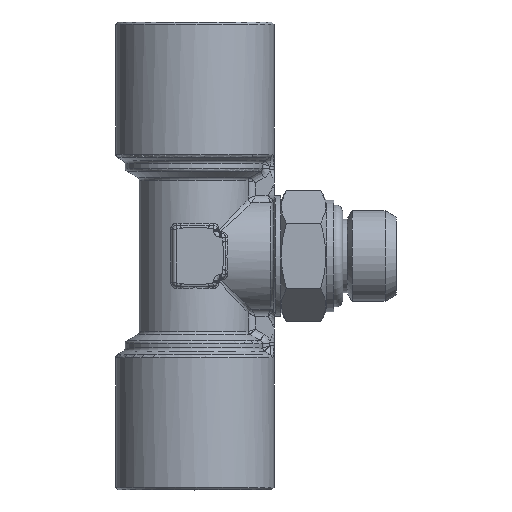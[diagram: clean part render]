
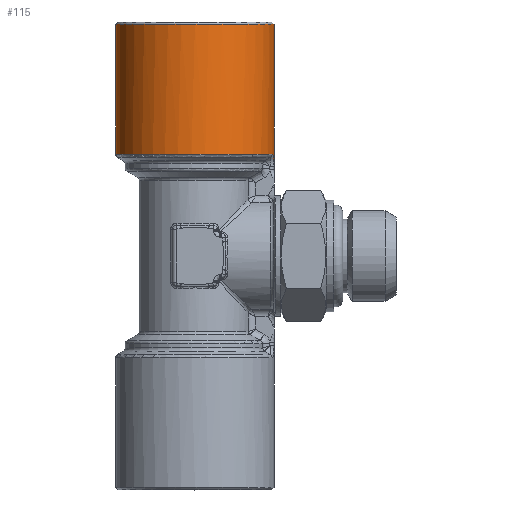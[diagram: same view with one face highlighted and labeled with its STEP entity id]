
A CAD part, top view. The second image highlights one B-rep face of the part: STEP entity #115.
In plain terms, the highlighted cylindrical face has radius 10.5 mm (diameter 21 mm), a full revolution.
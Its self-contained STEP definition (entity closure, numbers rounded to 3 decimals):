
#115 = ADVANCED_FACE( 'NONE', ( #734, #735 ), #736, .T. );
#734 = FACE_OUTER_BOUND( '', #2556, .T. );
#735 = FACE_OUTER_BOUND( '', #2557, .T. );
#736 = CYLINDRICAL_SURFACE( '', #2558, 10.5 );
#2556 = EDGE_LOOP( '', ( #11080, #11081, #11082, #11083, #11084, #11085, #11086 ) );
#2557 = EDGE_LOOP( '', ( #11087 ) );
#2558 = AXIS2_PLACEMENT_3D( '', #11088, #11089, #11090 );
#11080 = ORIENTED_EDGE( '', *, *, #14705, .T. );
#11081 = ORIENTED_EDGE( '', *, *, #14706, .T. );
#11082 = ORIENTED_EDGE( '', *, *, #14707, .T. );
#11083 = ORIENTED_EDGE( '', *, *, #14708, .T. );
#11084 = ORIENTED_EDGE( '', *, *, #14709, .T. );
#11085 = ORIENTED_EDGE( '', *, *, #14710, .T. );
#11086 = ORIENTED_EDGE( '', *, *, #14711, .T. );
#11087 = ORIENTED_EDGE( '', *, *, #14712, .F. );
#11088 = CARTESIAN_POINT( '', ( 0., 0., 0. ) );
#11089 = DIRECTION( '', ( 0., 1., 0. ) );
#11090 = DIRECTION( '', ( 0., 0., -1. ) );
#14705 = EDGE_CURVE( 'NONE', #16288, #16289, #16290, .T. );
#14706 = EDGE_CURVE( 'NONE', #16289, #16291, #16292, .T. );
#14707 = EDGE_CURVE( 'NONE', #16291, #16293, #16294, .T. );
#14708 = EDGE_CURVE( 'NONE', #16293, #16295, #16296, .T. );
#14709 = EDGE_CURVE( 'NONE', #16295, #16297, #16298, .T. );
#14710 = EDGE_CURVE( 'NONE', #16297, #16299, #16300, .T. );
#14711 = EDGE_CURVE( 'NONE', #16299, #16288, #16301, .T. );
#14712 = EDGE_CURVE( 'NONE', #16302, #16302, #16303, .T. );
#16288 = VERTEX_POINT( 'NONE', #19742 );
#16289 = VERTEX_POINT( 'NONE', #19743 );
#16290 = B_SPLINE_CURVE_WITH_KNOTS( '', 3, ( #19744, #19745, #19746, #19747, #19748, #19749, #19750, #19751, #19752, #19753, #19754, #19755, #19756, #19757, #19758 ), .UNSPECIFIED., .F., .F., ( 4, 1, 1, 1, 1, 1, 1, 1, 1, 1, 1, 1, 4 ), ( 0., 0.051, 0.101, 0.15, 0.2, 0.249, 0.376, 0.499, 0.626, 0.75, 0.833, 0.916, 1. ), .UNSPECIFIED. );
#16291 = VERTEX_POINT( 'NONE', #19759 );
#16292 = CIRCLE( '', #19760, 10.5 );
#16293 = VERTEX_POINT( 'NONE', #19761 );
#16294 = B_SPLINE_CURVE_WITH_KNOTS( '', 3, ( #19762, #19763, #19764, #19765, #19766, #19767, #19768, #19769, #19770, #19771, #19772, #19773, #19774, #19775, #19776 ), .UNSPECIFIED., .F., .F., ( 4, 1, 1, 1, 1, 1, 1, 1, 1, 1, 1, 1, 4 ), ( 0., 0.051, 0.101, 0.151, 0.2, 0.25, 0.374, 0.5, 0.624, 0.751, 0.833, 0.916, 1. ), .UNSPECIFIED. );
#16295 = VERTEX_POINT( 'NONE', #19777 );
#16296 = LINE( '', #19778, #19779 );
#16297 = VERTEX_POINT( 'NONE', #19780 );
#16298 = ( BOUNDED_CURVE(  )B_SPLINE_CURVE( 3, ( #19783, #19784, #19785, #19786 ), .UNSPECIFIED., .F., .F. )B_SPLINE_CURVE_WITH_KNOTS( ( 4, 4 ), ( 3.041, 3.142 ), .UNSPECIFIED. )CURVE(  )GEOMETRIC_REPRESENTATION_ITEM(  )RATIONAL_B_SPLINE_CURVE( ( 1., 0.999, 0.999, 1. ) )REPRESENTATION_ITEM( '' ) );
#16299 = VERTEX_POINT( 'NONE', #19792 );
#16300 = ( BOUNDED_CURVE(  )B_SPLINE_CURVE( 3, ( #19795, #19796, #19797, #19798 ), .UNSPECIFIED., .F., .F. )B_SPLINE_CURVE_WITH_KNOTS( ( 4, 4 ), ( 3.142, 3.242 ), .UNSPECIFIED. )CURVE(  )GEOMETRIC_REPRESENTATION_ITEM(  )RATIONAL_B_SPLINE_CURVE( ( 1., 0.999, 0.999, 1. ) )REPRESENTATION_ITEM( '' ) );
#16301 = LINE( '', #19804, #19805 );
#16302 = VERTEX_POINT( '', #19806 );
#16303 = CIRCLE( '', #19807, 10.5 );
#19742 = CARTESIAN_POINT( '', ( 10.447, 11.917, -1.05 ) );
#19743 = CARTESIAN_POINT( '', ( 10.212, 13.499, -2.442 ) );
#19744 = CARTESIAN_POINT( '', ( 10.447, 11.917, -1.05 ) );
#19745 = CARTESIAN_POINT( '', ( 10.447, 11.956, -1.051 ) );
#19746 = CARTESIAN_POINT( '', ( 10.447, 12.036, -1.052 ) );
#19747 = CARTESIAN_POINT( '', ( 10.446, 12.154, -1.064 ) );
#19748 = CARTESIAN_POINT( '', ( 10.444, 12.269, -1.082 ) );
#19749 = CARTESIAN_POINT( '', ( 10.441, 12.383, -1.109 ) );
#19750 = CARTESIAN_POINT( '', ( 10.436, 12.553, -1.16 ) );
#19751 = CARTESIAN_POINT( '', ( 10.425, 12.77, -1.254 ) );
#19752 = CARTESIAN_POINT( '', ( 10.404, 13.016, -1.42 ) );
#19753 = CARTESIAN_POINT( '', ( 10.374, 13.224, -1.629 ) );
#19754 = CARTESIAN_POINT( '', ( 10.336, 13.363, -1.851 ) );
#19755 = CARTESIAN_POINT( '', ( 10.296, 13.446, -2.06 ) );
#19756 = CARTESIAN_POINT( '', ( 10.257, 13.491, -2.249 ) );
#19757 = CARTESIAN_POINT( '', ( 10.227, 13.496, -2.377 ) );
#19758 = CARTESIAN_POINT( '', ( 10.212, 13.499, -2.442 ) );
#19759 = CARTESIAN_POINT( '', ( 10.212, 13.499, 2.442 ) );
#19760 = AXIS2_PLACEMENT_3D( '', #27111, #27112, #27113 );
#19761 = CARTESIAN_POINT( '', ( 10.447, 11.917, 1.05 ) );
#19762 = CARTESIAN_POINT( '', ( 10.212, 13.499, 2.442 ) );
#19763 = CARTESIAN_POINT( '', ( 10.221, 13.498, 2.403 ) );
#19764 = CARTESIAN_POINT( '', ( 10.239, 13.496, 2.326 ) );
#19765 = CARTESIAN_POINT( '', ( 10.265, 13.48, 2.211 ) );
#19766 = CARTESIAN_POINT( '', ( 10.288, 13.455, 2.098 ) );
#19767 = CARTESIAN_POINT( '', ( 10.31, 13.418, 1.989 ) );
#19768 = CARTESIAN_POINT( '', ( 10.34, 13.349, 1.83 ) );
#19769 = CARTESIAN_POINT( '', ( 10.374, 13.224, 1.63 ) );
#19770 = CARTESIAN_POINT( '', ( 10.404, 13.017, 1.421 ) );
#19771 = CARTESIAN_POINT( '', ( 10.425, 12.771, 1.254 ) );
#19772 = CARTESIAN_POINT( '', ( 10.437, 12.53, 1.149 ) );
#19773 = CARTESIAN_POINT( '', ( 10.443, 12.308, 1.088 ) );
#19774 = CARTESIAN_POINT( '', ( 10.447, 12.114, 1.056 ) );
#19775 = CARTESIAN_POINT( '', ( 10.447, 11.983, 1.052 ) );
#19776 = CARTESIAN_POINT( '', ( 10.447, 11.917, 1.05 ) );
#19777 = CARTESIAN_POINT( '', ( 10.447, 11.442, 1.05 ) );
#19778 = CARTESIAN_POINT( '', ( 10.447, 0., 1.05 ) );
#19779 = VECTOR( '', #27114, 1000. );
#19780 = CARTESIAN_POINT( '', ( 10.5, 11.5, 0. ) );
#19783 = CARTESIAN_POINT( '', ( 10.447, 11.442, 1.05 ) );
#19784 = CARTESIAN_POINT( '', ( 10.482, 11.481, 0.701 ) );
#19785 = CARTESIAN_POINT( '', ( 10.5, 11.5, 0.351 ) );
#19786 = CARTESIAN_POINT( '', ( 10.5, 11.5, 0. ) );
#19792 = CARTESIAN_POINT( '', ( 10.447, 11.442, -1.05 ) );
#19795 = CARTESIAN_POINT( '', ( 10.5, 11.5, 0. ) );
#19796 = CARTESIAN_POINT( '', ( 10.5, 11.5, -0.351 ) );
#19797 = CARTESIAN_POINT( '', ( 10.482, 11.481, -0.701 ) );
#19798 = CARTESIAN_POINT( '', ( 10.447, 11.442, -1.05 ) );
#19804 = CARTESIAN_POINT( '', ( 10.447, 0., -1.05 ) );
#19805 = VECTOR( '', #27115, 1000. );
#19806 = CARTESIAN_POINT( '', ( 0., 30.7, -10.5 ) );
#19807 = AXIS2_PLACEMENT_3D( '', #27116, #27117, #27118 );
#27111 = CARTESIAN_POINT( '', ( 0., 13.499, 0. ) );
#27112 = DIRECTION( '', ( 0., 1., 0. ) );
#27113 = DIRECTION( '', ( 0., 0., 1. ) );
#27114 = DIRECTION( '', ( 0., -1., 0. ) );
#27115 = DIRECTION( '', ( 0., 1., 0. ) );
#27116 = CARTESIAN_POINT( '', ( 0., 30.7, 0. ) );
#27117 = DIRECTION( '', ( 0., 1., 0. ) );
#27118 = DIRECTION( '', ( 0., 0., -1. ) );
